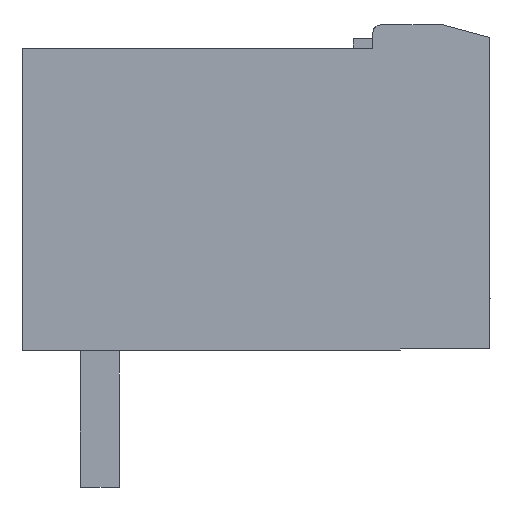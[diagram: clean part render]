
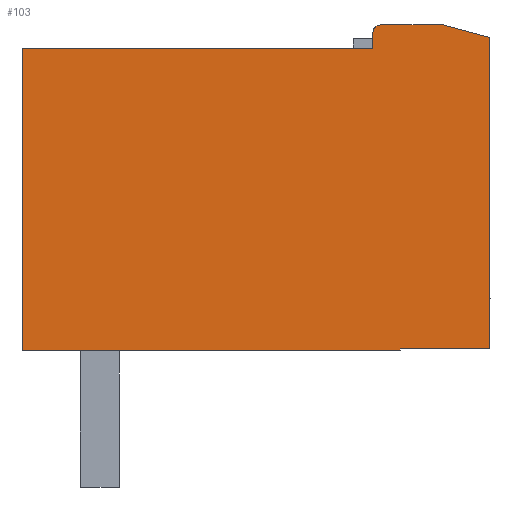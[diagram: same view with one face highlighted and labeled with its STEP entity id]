
A CAD part, left-side view. The second image highlights one B-rep face of the part: STEP entity #103.
In plain terms, the highlighted planar face has unit normal (-1, 0, 0).
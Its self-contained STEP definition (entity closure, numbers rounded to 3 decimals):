
#103=ADVANCED_FACE('',(#300),#3099,.T.);
#300=FACE_OUTER_BOUND('',#497,.T.);
#497=EDGE_LOOP('',(#707,#708,#709,#710,#711,#712,#713,#714,#715,#716));
#707=ORIENTED_EDGE('',*,*,#1715,.F.);
#708=ORIENTED_EDGE('',*,*,#1716,.F.);
#709=ORIENTED_EDGE('',*,*,#1717,.F.);
#710=ORIENTED_EDGE('',*,*,#1718,.F.);
#711=ORIENTED_EDGE('',*,*,#1719,.F.);
#712=ORIENTED_EDGE('',*,*,#1720,.F.);
#713=ORIENTED_EDGE('',*,*,#2015,.F.);
#714=ORIENTED_EDGE('',*,*,#2004,.F.);
#715=ORIENTED_EDGE('',*,*,#2135,.T.);
#716=ORIENTED_EDGE('',*,*,#1726,.F.);
#1715=EDGE_CURVE('',#2724,#2723,#2294,.T.);
#1716=EDGE_CURVE('',#2725,#2724,#2295,.T.);
#1717=EDGE_CURVE('',#2726,#2725,#2296,.T.);
#1718=EDGE_CURVE('',#2727,#2726,#2297,.T.);
#1719=EDGE_CURVE('',#2728,#2727,#2298,.T.);
#1720=EDGE_CURVE('',#2729,#2728,#2299,.T.);
#1726=EDGE_CURVE('',#2723,#2735,#2305,.T.);
#2004=EDGE_CURVE('',#2937,#2730,#2555,.T.);
#2015=EDGE_CURVE('',#2730,#2729,#2566,.T.);
#2135=EDGE_CURVE('',#2937,#2735,#2286,.T.);
#2286=(
BOUNDED_CURVE()
B_SPLINE_CURVE(2,(#5504,#5505,#5506),.UNSPECIFIED.,.F.,.F.)
B_SPLINE_CURVE_WITH_KNOTS((3,3),(0.,1.571),.UNSPECIFIED.)
CURVE()
GEOMETRIC_REPRESENTATION_ITEM()
RATIONAL_B_SPLINE_CURVE((1.,0.707,1.))
REPRESENTATION_ITEM('')
);
#2294=B_SPLINE_CURVE_WITH_KNOTS('',1,(#4475,#4476),.UNSPECIFIED.,.F.,.F.,
(2,2),(9.571,10.571),.UNSPECIFIED.);
#2295=B_SPLINE_CURVE_WITH_KNOTS('',1,(#4477,#4478),.UNSPECIFIED.,.F.,.F.,
(2,2),(8.571,9.571),.UNSPECIFIED.);
#2296=B_SPLINE_CURVE_WITH_KNOTS('',1,(#4479,#4480),.UNSPECIFIED.,.F.,.F.,
(2,2),(7.571,8.571),.UNSPECIFIED.);
#2297=B_SPLINE_CURVE_WITH_KNOTS('',1,(#4481,#4482),.UNSPECIFIED.,.F.,.F.,
(2,2),(6.571,7.571),.UNSPECIFIED.);
#2298=B_SPLINE_CURVE_WITH_KNOTS('',1,(#4483,#4484),.UNSPECIFIED.,.F.,.F.,
(2,2),(5.571,6.571),.UNSPECIFIED.);
#2299=B_SPLINE_CURVE_WITH_KNOTS('',1,(#4485,#4486),.UNSPECIFIED.,.F.,.F.,
(2,2),(4.571,5.571),.UNSPECIFIED.);
#2305=B_SPLINE_CURVE_WITH_KNOTS('',1,(#4497,#4498),.UNSPECIFIED.,.F.,.F.,
(2,2),(3.,4.),.UNSPECIFIED.);
#2555=B_SPLINE_CURVE_WITH_KNOTS('',1,(#5137,#5138),.UNSPECIFIED.,.F.,.F.,
(2,2),(5.,6.),.UNSPECIFIED.);
#2566=B_SPLINE_CURVE_WITH_KNOTS('',1,(#5159,#5160),.UNSPECIFIED.,.F.,.F.,
(2,2),(2.,3.),.UNSPECIFIED.);
#2723=VERTEX_POINT('',#4195);
#2724=VERTEX_POINT('',#4196);
#2725=VERTEX_POINT('',#4197);
#2726=VERTEX_POINT('',#4198);
#2727=VERTEX_POINT('',#4199);
#2728=VERTEX_POINT('',#4200);
#2729=VERTEX_POINT('',#4201);
#2730=VERTEX_POINT('',#4202);
#2735=VERTEX_POINT('',#4207);
#2937=VERTEX_POINT('',#4409);
#3099=PLANE('',#3274);
#3274=AXIS2_PLACEMENT_3D('',#3644,#3459,$);
#3459=DIRECTION('',(-1.,0.,0.));
#3644=CARTESIAN_POINT('',(-12.5,-10.24,-0.167));
#4195=CARTESIAN_POINT('',(-12.5,-7.,7.75));
#4196=CARTESIAN_POINT('',(-12.5,2.,7.75));
#4197=CARTESIAN_POINT('',(-12.5,2.,0.));
#4198=CARTESIAN_POINT('',(-12.5,-7.7,0.));
#4199=CARTESIAN_POINT('',(-12.5,-7.7,0.05));
#4200=CARTESIAN_POINT('',(-12.5,-10.,0.05));
#4201=CARTESIAN_POINT('',(-12.5,-10.,8.028));
#4202=CARTESIAN_POINT('',(-12.5,-8.8,8.35));
#4207=CARTESIAN_POINT('',(-12.5,-7.,8.15));
#4409=CARTESIAN_POINT('',(-12.5,-7.2,8.35));
#4475=CARTESIAN_POINT('',(-12.5,2.,7.75));
#4476=CARTESIAN_POINT('',(-12.5,-7.,7.75));
#4477=CARTESIAN_POINT('',(-12.5,2.,0.));
#4478=CARTESIAN_POINT('',(-12.5,2.,7.75));
#4479=CARTESIAN_POINT('',(-12.5,-7.7,0.));
#4480=CARTESIAN_POINT('',(-12.5,2.,0.));
#4481=CARTESIAN_POINT('',(-12.5,-7.7,0.05));
#4482=CARTESIAN_POINT('',(-12.5,-7.7,0.));
#4483=CARTESIAN_POINT('',(-12.5,-10.,0.05));
#4484=CARTESIAN_POINT('',(-12.5,-7.7,0.05));
#4485=CARTESIAN_POINT('',(-12.5,-10.,8.028));
#4486=CARTESIAN_POINT('',(-12.5,-10.,0.05));
#4497=CARTESIAN_POINT('',(-12.5,-7.,7.75));
#4498=CARTESIAN_POINT('',(-12.5,-7.,8.15));
#5137=CARTESIAN_POINT('',(-12.5,-7.2,8.35));
#5138=CARTESIAN_POINT('',(-12.5,-8.8,8.35));
#5159=CARTESIAN_POINT('',(-12.5,-8.8,8.35));
#5160=CARTESIAN_POINT('',(-12.5,-10.,8.028));
#5504=CARTESIAN_POINT('',(-12.5,-7.2,8.35));
#5505=CARTESIAN_POINT('',(-12.5,-7.,8.35));
#5506=CARTESIAN_POINT('',(-12.5,-7.,8.15));
